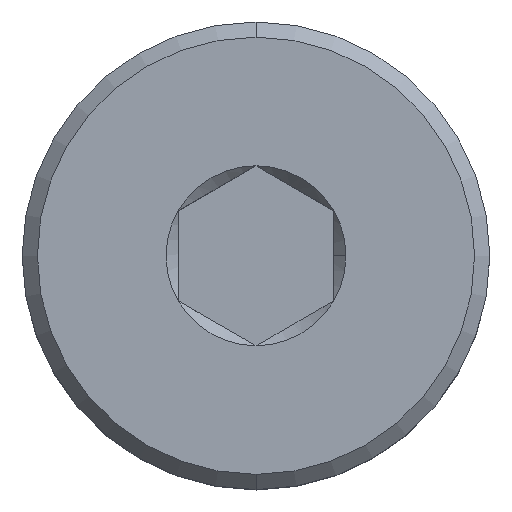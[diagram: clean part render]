
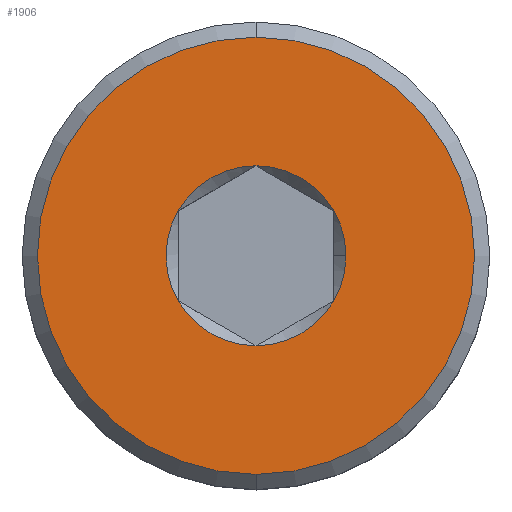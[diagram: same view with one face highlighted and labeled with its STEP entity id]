
A CAD part, top view. The second image highlights one B-rep face of the part: STEP entity #1906.
In plain terms, the highlighted planar face has unit normal (0, 0, 1).
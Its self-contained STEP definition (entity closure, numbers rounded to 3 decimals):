
#8 = CARTESIAN_POINT ( 'NONE',  ( -1., 0.577, 0. ) ) ;
#9 = CIRCLE ( 'NONE', #1860, 1.155 ) ;
#11 = DIRECTION ( 'NONE',  ( 0., 0., 1. ) ) ;
#103 = EDGE_CURVE ( 'NONE', #273, #2229, #1465, .T. ) ;
#128 = DIRECTION ( 'NONE',  ( 1., 0., 0. ) ) ;
#178 = EDGE_CURVE ( 'NONE', #1077, #667, #1345, .T. ) ;
#273 = VERTEX_POINT ( 'NONE', #675 ) ;
#298 = DIRECTION ( 'NONE',  ( 0., -1., 0. ) ) ;
#303 = ORIENTED_EDGE ( 'NONE', *, *, #178, .T. ) ;
#304 = DIRECTION ( 'NONE',  ( 0., 0., 1. ) ) ;
#361 = CIRCLE ( 'NONE', #995, 1.155 ) ;
#362 = AXIS2_PLACEMENT_3D ( 'NONE', #681, #1997, #878 ) ;
#400 = EDGE_LOOP ( 'NONE', ( #1624, #732, #1296, #1232, #1866, #1748, #1099 ) ) ;
#506 = CARTESIAN_POINT ( 'NONE',  ( 1., 0.577, 0. ) ) ;
#524 = CARTESIAN_POINT ( 'NONE',  ( 0., 0., 0. ) ) ;
#552 = EDGE_CURVE ( 'NONE', #1098, #2115, #1371, .T. ) ;
#559 = FACE_OUTER_BOUND ( 'NONE', #1069, .T. ) ;
#647 = EDGE_CURVE ( 'NONE', #2249, #1098, #1304, .T. ) ;
#648 = EDGE_CURVE ( 'NONE', #1138, #742, #361, .T. ) ;
#667 = VERTEX_POINT ( 'NONE', #1061 ) ;
#675 = CARTESIAN_POINT ( 'NONE',  ( 0., -1.155, 0. ) ) ;
#681 = CARTESIAN_POINT ( 'NONE',  ( 0., 0., 0. ) ) ;
#685 = AXIS2_PLACEMENT_3D ( 'NONE', #2150, #1021, #2340 ) ;
#704 = AXIS2_PLACEMENT_3D ( 'NONE', #1121, #11, #724 ) ;
#713 = DIRECTION ( 'NONE',  ( 1., 0., 0. ) ) ;
#724 = DIRECTION ( 'NONE',  ( 0., -1., 0. ) ) ;
#732 = ORIENTED_EDGE ( 'NONE', *, *, #913, .F. ) ;
#735 = EDGE_CURVE ( 'NONE', #667, #1077, #1699, .T. ) ;
#742 = VERTEX_POINT ( 'NONE', #506 ) ;
#853 = PLANE ( 'NONE',  #2234 ) ;
#870 = CARTESIAN_POINT ( 'NONE',  ( 0., 0., 0. ) ) ;
#878 = DIRECTION ( 'NONE',  ( 1., 0., 0. ) ) ;
#888 = CARTESIAN_POINT ( 'NONE',  ( 0., 0., 0. ) ) ;
#913 = EDGE_CURVE ( 'NONE', #2115, #273, #1010, .T. ) ;
#961 = CARTESIAN_POINT ( 'NONE',  ( 1.155, 0., 0. ) ) ;
#995 = AXIS2_PLACEMENT_3D ( 'NONE', #2374, #1258, #128 ) ;
#1009 = FACE_BOUND ( 'NONE', #400, .T. ) ;
#1010 = CIRCLE ( 'NONE', #1767, 1.155 ) ;
#1021 = DIRECTION ( 'NONE',  ( 0., 0., 1. ) ) ;
#1036 = CARTESIAN_POINT ( 'NONE',  ( 0., 0., 0. ) ) ;
#1056 = DIRECTION ( 'NONE',  ( 1., 0., 0. ) ) ;
#1061 = CARTESIAN_POINT ( 'NONE',  ( 0., -2.805, 0. ) ) ;
#1069 = EDGE_LOOP ( 'NONE', ( #303, #1695 ) ) ;
#1075 = DIRECTION ( 'NONE',  ( 0., -1., 0. ) ) ;
#1077 = VERTEX_POINT ( 'NONE', #2055 ) ;
#1078 = CARTESIAN_POINT ( 'NONE',  ( 0., 0., 0. ) ) ;
#1098 = VERTEX_POINT ( 'NONE', #8 ) ;
#1099 = ORIENTED_EDGE ( 'NONE', *, *, #1959, .F. ) ;
#1121 = CARTESIAN_POINT ( 'NONE',  ( 0., 0., 0. ) ) ;
#1138 = VERTEX_POINT ( 'NONE', #961 ) ;
#1232 = ORIENTED_EDGE ( 'NONE', *, *, #647, .F. ) ;
#1253 = CARTESIAN_POINT ( 'NONE',  ( 1., -0.577, 0. ) ) ;
#1258 = DIRECTION ( 'NONE',  ( 0., 0., 1. ) ) ;
#1260 = AXIS2_PLACEMENT_3D ( 'NONE', #888, #2201, #1075 ) ;
#1276 = DIRECTION ( 'NONE',  ( 1., 0., 0. ) ) ;
#1294 = CARTESIAN_POINT ( 'NONE',  ( 0., 1.155, 0. ) ) ;
#1296 = ORIENTED_EDGE ( 'NONE', *, *, #552, .F. ) ;
#1304 = CIRCLE ( 'NONE', #362, 1.155 ) ;
#1345 = CIRCLE ( 'NONE', #704, 2.805 ) ;
#1371 = CIRCLE ( 'NONE', #2303, 1.155 ) ;
#1422 = DIRECTION ( 'NONE',  ( 0., 0., 1. ) ) ;
#1431 = CARTESIAN_POINT ( 'NONE',  ( 0., 0., 0. ) ) ;
#1459 = CIRCLE ( 'NONE', #2367, 1.155 ) ;
#1465 = CIRCLE ( 'NONE', #685, 1.155 ) ;
#1624 = ORIENTED_EDGE ( 'NONE', *, *, #103, .F. ) ;
#1627 = DIRECTION ( 'NONE',  ( 1., 0., 0. ) ) ;
#1695 = ORIENTED_EDGE ( 'NONE', *, *, #735, .T. ) ;
#1699 = CIRCLE ( 'NONE', #1260, 2.805 ) ;
#1748 = ORIENTED_EDGE ( 'NONE', *, *, #648, .F. ) ;
#1767 = AXIS2_PLACEMENT_3D ( 'NONE', #524, #1844, #713 ) ;
#1801 = CARTESIAN_POINT ( 'NONE',  ( -1., -0.577, 0. ) ) ;
#1844 = DIRECTION ( 'NONE',  ( 0., 0., 1. ) ) ;
#1860 = AXIS2_PLACEMENT_3D ( 'NONE', #1431, #304, #1627 ) ;
#1866 = ORIENTED_EDGE ( 'NONE', *, *, #1998, .F. ) ;
#1906 = ADVANCED_FACE ( 'NONE', ( #1009, #559 ), #853, .T. ) ;
#1959 = EDGE_CURVE ( 'NONE', #2229, #1138, #9, .T. ) ;
#1997 = DIRECTION ( 'NONE',  ( 0., 0., 1. ) ) ;
#1998 = EDGE_CURVE ( 'NONE', #742, #2249, #1459, .T. ) ;
#2055 = CARTESIAN_POINT ( 'NONE',  ( 0., 2.805, 0. ) ) ;
#2115 = VERTEX_POINT ( 'NONE', #1801 ) ;
#2150 = CARTESIAN_POINT ( 'NONE',  ( 0., 0., 0. ) ) ;
#2182 = DIRECTION ( 'NONE',  ( 0., 0., 1. ) ) ;
#2201 = DIRECTION ( 'NONE',  ( 0., 0., 1. ) ) ;
#2229 = VERTEX_POINT ( 'NONE', #1253 ) ;
#2234 = AXIS2_PLACEMENT_3D ( 'NONE', #1036, #1422, #298 ) ;
#2249 = VERTEX_POINT ( 'NONE', #1294 ) ;
#2303 = AXIS2_PLACEMENT_3D ( 'NONE', #1078, #2385, #1276 ) ;
#2340 = DIRECTION ( 'NONE',  ( 1., 0., 0. ) ) ;
#2367 = AXIS2_PLACEMENT_3D ( 'NONE', #870, #2182, #1056 ) ;
#2374 = CARTESIAN_POINT ( 'NONE',  ( 0., 0., 0. ) ) ;
#2385 = DIRECTION ( 'NONE',  ( 0., 0., 1. ) ) ;
